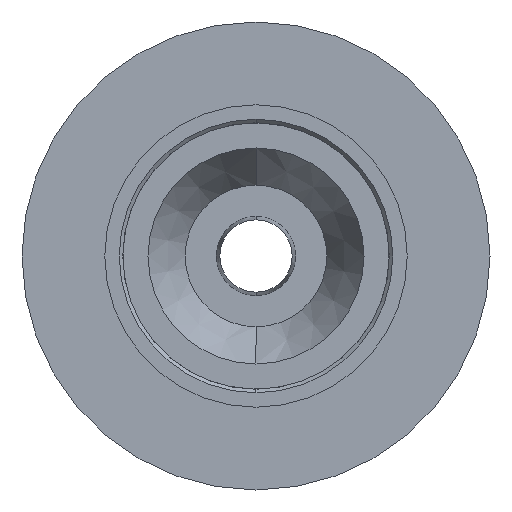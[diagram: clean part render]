
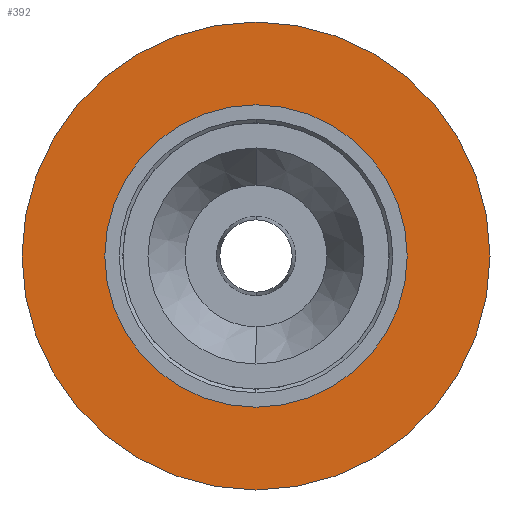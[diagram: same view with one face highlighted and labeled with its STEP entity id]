
A CAD part, left-side view. The second image highlights one B-rep face of the part: STEP entity #392.
In plain terms, the highlighted planar face has unit normal (-1, 0, 0).
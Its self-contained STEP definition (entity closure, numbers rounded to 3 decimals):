
#4 = VERTEX_POINT ( 'NONE', #1107 ) ;
#29 = VERTEX_POINT ( 'NONE', #1142 ) ;
#70 = DIRECTION ( 'NONE',  ( 0., 0., 1. ) ) ;
#77 = CIRCLE ( 'NONE', #365, 32.5 ) ;
#199 = CARTESIAN_POINT ( 'NONE',  ( 1.7, 0., -32.5 ) ) ;
#221 = DIRECTION ( 'NONE',  ( 0., 0., 1. ) ) ;
#263 = CARTESIAN_POINT ( 'NONE',  ( 1.7, 0., 32.5 ) ) ;
#302 = FACE_OUTER_BOUND ( 'NONE', #1265, .T. ) ;
#365 = AXIS2_PLACEMENT_3D ( 'NONE', #1105, #1239, #221 ) ;
#392 = ADVANCED_FACE ( 'NONE', ( #507, #302 ), #793, .F. ) ;
#406 = DIRECTION ( 'NONE',  ( 0., 0., -1. ) ) ;
#420 = CARTESIAN_POINT ( 'NONE',  ( 1.7, 21., 0. ) ) ;
#460 = CARTESIAN_POINT ( 'NONE',  ( 1.7, 0., 0. ) ) ;
#465 = EDGE_CURVE ( 'NONE', #29, #4, #1184, .T. ) ;
#507 = FACE_BOUND ( 'NONE', #1201, .T. ) ;
#596 = ORIENTED_EDGE ( 'NONE', *, *, #1034, .F. ) ;
#655 = CARTESIAN_POINT ( 'NONE',  ( 1.7, 0., 0. ) ) ;
#693 = DIRECTION ( 'NONE',  ( 1., 0., 0. ) ) ;
#725 = ORIENTED_EDGE ( 'NONE', *, *, #465, .F. ) ;
#729 = CARTESIAN_POINT ( 'NONE',  ( 1.7, 0., 0. ) ) ;
#733 = ORIENTED_EDGE ( 'NONE', *, *, #1094, .T. ) ;
#793 = PLANE ( 'NONE',  #810 ) ;
#810 = AXIS2_PLACEMENT_3D ( 'NONE', #420, #693, #406 ) ;
#829 = DIRECTION ( 'NONE',  ( 0., 0., 1. ) ) ;
#862 = CIRCLE ( 'NONE', #1177, 21. ) ;
#996 = AXIS2_PLACEMENT_3D ( 'NONE', #729, #1123, #829 ) ;
#1019 = VERTEX_POINT ( 'NONE', #263 ) ;
#1034 = EDGE_CURVE ( 'NONE', #4, #29, #862, .T. ) ;
#1048 = DIRECTION ( 'NONE',  ( 0., 0., 1. ) ) ;
#1094 = EDGE_CURVE ( 'NONE', #1103, #1019, #1113, .T. ) ;
#1103 = VERTEX_POINT ( 'NONE', #199 ) ;
#1105 = CARTESIAN_POINT ( 'NONE',  ( 1.7, 0., 0. ) ) ;
#1107 = CARTESIAN_POINT ( 'NONE',  ( 1.7, 0., 21. ) ) ;
#1113 = CIRCLE ( 'NONE', #1276, 32.5 ) ;
#1123 = DIRECTION ( 'NONE',  ( -1., 0., 0. ) ) ;
#1142 = CARTESIAN_POINT ( 'NONE',  ( 1.7, 0., -21. ) ) ;
#1143 = DIRECTION ( 'NONE',  ( -1., 0., 0. ) ) ;
#1173 = EDGE_CURVE ( 'NONE', #1019, #1103, #77, .T. ) ;
#1177 = AXIS2_PLACEMENT_3D ( 'NONE', #655, #1143, #70 ) ;
#1184 = CIRCLE ( 'NONE', #996, 21. ) ;
#1201 = EDGE_LOOP ( 'NONE', ( #596, #725 ) ) ;
#1230 = ORIENTED_EDGE ( 'NONE', *, *, #1173, .T. ) ;
#1239 = DIRECTION ( 'NONE',  ( -1., 0., 0. ) ) ;
#1241 = DIRECTION ( 'NONE',  ( -1., 0., 0. ) ) ;
#1265 = EDGE_LOOP ( 'NONE', ( #1230, #733 ) ) ;
#1276 = AXIS2_PLACEMENT_3D ( 'NONE', #460, #1241, #1048 ) ;
